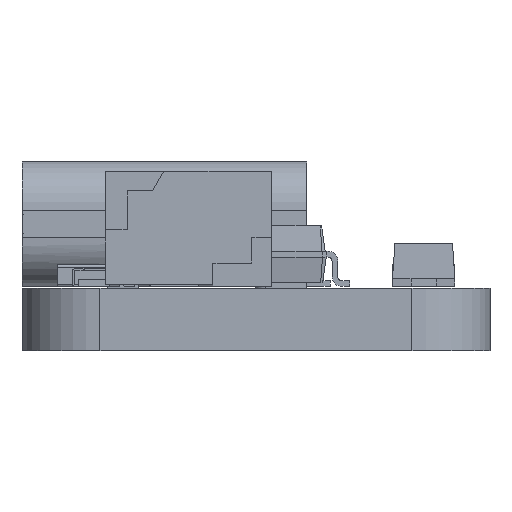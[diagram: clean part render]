
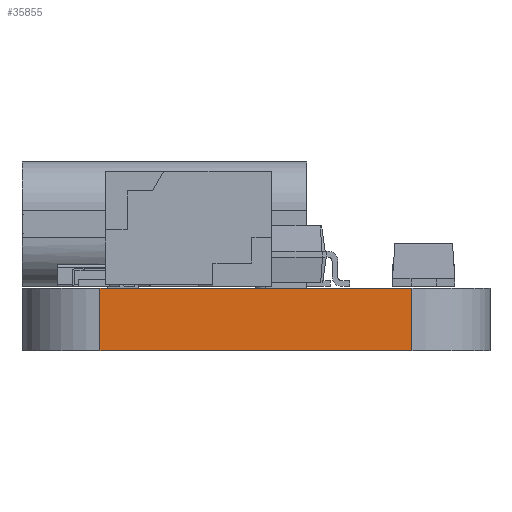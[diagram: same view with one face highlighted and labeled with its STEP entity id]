
A CAD part, left-side view. The second image highlights one B-rep face of the part: STEP entity #35855.
In plain terms, the highlighted planar face has unit normal (-1, 0, 0).
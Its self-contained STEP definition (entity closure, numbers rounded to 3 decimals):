
#35737 = EDGE_CURVE('',#35738,#35740,#35742,.T.);
#35738 = VERTEX_POINT('',#35739);
#35739 = CARTESIAN_POINT('',(-31.6,-10.,0.));
#35740 = VERTEX_POINT('',#35741);
#35741 = CARTESIAN_POINT('',(-31.6,-10.,1.6));
#35742 = SURFACE_CURVE('',#35743,(#35747,#35759),.PCURVE_S1.);
#35743 = LINE('',#35744,#35745);
#35744 = CARTESIAN_POINT('',(-31.6,-10.,0.));
#35745 = VECTOR('',#35746,1.);
#35746 = DIRECTION('',(0.,0.,1.));
#35747 = PCURVE('',#35748,#35753);
#35748 = CYLINDRICAL_SURFACE('',#35749,2.);
#35749 = AXIS2_PLACEMENT_3D('',#35750,#35751,#35752);
#35750 = CARTESIAN_POINT('',(-29.6,-10.,0.));
#35751 = DIRECTION('',(0.,0.,-1.));
#35752 = DIRECTION('',(1.,0.,0.));
#35753 = DEFINITIONAL_REPRESENTATION('',(#35754),#35758);
#35754 = LINE('',#35755,#35756);
#35755 = CARTESIAN_POINT('',(-3.142,0.));
#35756 = VECTOR('',#35757,1.);
#35757 = DIRECTION('',(0.,-1.));
#35758 = ( GEOMETRIC_REPRESENTATION_CONTEXT(2) 
PARAMETRIC_REPRESENTATION_CONTEXT() REPRESENTATION_CONTEXT('2D SPACE',''
  ) );
#35759 = PCURVE('',#35760,#35765);
#35760 = PLANE('',#35761);
#35761 = AXIS2_PLACEMENT_3D('',#35762,#35763,#35764);
#35762 = CARTESIAN_POINT('',(-31.6,-2.,0.));
#35763 = DIRECTION('',(1.,0.,0.));
#35764 = DIRECTION('',(0.,-1.,0.));
#35765 = DEFINITIONAL_REPRESENTATION('',(#35766),#35770);
#35766 = LINE('',#35767,#35768);
#35767 = CARTESIAN_POINT('',(8.,0.));
#35768 = VECTOR('',#35769,1.);
#35769 = DIRECTION('',(0.,-1.));
#35770 = ( GEOMETRIC_REPRESENTATION_CONTEXT(2) 
PARAMETRIC_REPRESENTATION_CONTEXT() REPRESENTATION_CONTEXT('2D SPACE',''
  ) );
#35789 = PLANE('',#35790);
#35790 = AXIS2_PLACEMENT_3D('',#35791,#35792,#35793);
#35791 = CARTESIAN_POINT('',(-9.6,-6.,1.6));
#35792 = DIRECTION('',(0.,0.,1.));
#35793 = DIRECTION('',(1.,0.,0.));
#35844 = PLANE('',#35845);
#35845 = AXIS2_PLACEMENT_3D('',#35846,#35847,#35848);
#35846 = CARTESIAN_POINT('',(-9.6,-6.,0.));
#35847 = DIRECTION('',(0.,0.,1.));
#35848 = DIRECTION('',(1.,0.,0.));
#35855 = ADVANCED_FACE('',(#35856),#35760,.F.);
#35856 = FACE_BOUND('',#35857,.F.);
#35857 = EDGE_LOOP('',(#35858,#35888,#35909,#35910));
#35858 = ORIENTED_EDGE('',*,*,#35859,.T.);
#35859 = EDGE_CURVE('',#35860,#35862,#35864,.T.);
#35860 = VERTEX_POINT('',#35861);
#35861 = CARTESIAN_POINT('',(-31.6,-2.,0.));
#35862 = VERTEX_POINT('',#35863);
#35863 = CARTESIAN_POINT('',(-31.6,-2.,1.6));
#35864 = SURFACE_CURVE('',#35865,(#35869,#35876),.PCURVE_S1.);
#35865 = LINE('',#35866,#35867);
#35866 = CARTESIAN_POINT('',(-31.6,-2.,0.));
#35867 = VECTOR('',#35868,1.);
#35868 = DIRECTION('',(0.,0.,1.));
#35869 = PCURVE('',#35760,#35870);
#35870 = DEFINITIONAL_REPRESENTATION('',(#35871),#35875);
#35871 = LINE('',#35872,#35873);
#35872 = CARTESIAN_POINT('',(0.,0.));
#35873 = VECTOR('',#35874,1.);
#35874 = DIRECTION('',(0.,-1.));
#35875 = ( GEOMETRIC_REPRESENTATION_CONTEXT(2) 
PARAMETRIC_REPRESENTATION_CONTEXT() REPRESENTATION_CONTEXT('2D SPACE',''
  ) );
#35876 = PCURVE('',#35877,#35882);
#35877 = CYLINDRICAL_SURFACE('',#35878,2.);
#35878 = AXIS2_PLACEMENT_3D('',#35879,#35880,#35881);
#35879 = CARTESIAN_POINT('',(-29.6,-2.,0.));
#35880 = DIRECTION('',(0.,0.,-1.));
#35881 = DIRECTION('',(1.,0.,0.));
#35882 = DEFINITIONAL_REPRESENTATION('',(#35883),#35887);
#35883 = LINE('',#35884,#35885);
#35884 = CARTESIAN_POINT('',(-3.142,0.));
#35885 = VECTOR('',#35886,1.);
#35886 = DIRECTION('',(0.,-1.));
#35887 = ( GEOMETRIC_REPRESENTATION_CONTEXT(2) 
PARAMETRIC_REPRESENTATION_CONTEXT() REPRESENTATION_CONTEXT('2D SPACE',''
  ) );
#35888 = ORIENTED_EDGE('',*,*,#35889,.T.);
#35889 = EDGE_CURVE('',#35862,#35740,#35890,.T.);
#35890 = SURFACE_CURVE('',#35891,(#35895,#35902),.PCURVE_S1.);
#35891 = LINE('',#35892,#35893);
#35892 = CARTESIAN_POINT('',(-31.6,-2.,1.6));
#35893 = VECTOR('',#35894,1.);
#35894 = DIRECTION('',(0.,-1.,0.));
#35895 = PCURVE('',#35760,#35896);
#35896 = DEFINITIONAL_REPRESENTATION('',(#35897),#35901);
#35897 = LINE('',#35898,#35899);
#35898 = CARTESIAN_POINT('',(0.,-1.6));
#35899 = VECTOR('',#35900,1.);
#35900 = DIRECTION('',(1.,0.));
#35901 = ( GEOMETRIC_REPRESENTATION_CONTEXT(2) 
PARAMETRIC_REPRESENTATION_CONTEXT() REPRESENTATION_CONTEXT('2D SPACE',''
  ) );
#35902 = PCURVE('',#35789,#35903);
#35903 = DEFINITIONAL_REPRESENTATION('',(#35904),#35908);
#35904 = LINE('',#35905,#35906);
#35905 = CARTESIAN_POINT('',(-22.,4.));
#35906 = VECTOR('',#35907,1.);
#35907 = DIRECTION('',(0.,-1.));
#35908 = ( GEOMETRIC_REPRESENTATION_CONTEXT(2) 
PARAMETRIC_REPRESENTATION_CONTEXT() REPRESENTATION_CONTEXT('2D SPACE',''
  ) );
#35909 = ORIENTED_EDGE('',*,*,#35737,.F.);
#35910 = ORIENTED_EDGE('',*,*,#35911,.F.);
#35911 = EDGE_CURVE('',#35860,#35738,#35912,.T.);
#35912 = SURFACE_CURVE('',#35913,(#35917,#35924),.PCURVE_S1.);
#35913 = LINE('',#35914,#35915);
#35914 = CARTESIAN_POINT('',(-31.6,-2.,0.));
#35915 = VECTOR('',#35916,1.);
#35916 = DIRECTION('',(0.,-1.,0.));
#35917 = PCURVE('',#35760,#35918);
#35918 = DEFINITIONAL_REPRESENTATION('',(#35919),#35923);
#35919 = LINE('',#35920,#35921);
#35920 = CARTESIAN_POINT('',(0.,0.));
#35921 = VECTOR('',#35922,1.);
#35922 = DIRECTION('',(1.,0.));
#35923 = ( GEOMETRIC_REPRESENTATION_CONTEXT(2) 
PARAMETRIC_REPRESENTATION_CONTEXT() REPRESENTATION_CONTEXT('2D SPACE',''
  ) );
#35924 = PCURVE('',#35844,#35925);
#35925 = DEFINITIONAL_REPRESENTATION('',(#35926),#35930);
#35926 = LINE('',#35927,#35928);
#35927 = CARTESIAN_POINT('',(-22.,4.));
#35928 = VECTOR('',#35929,1.);
#35929 = DIRECTION('',(0.,-1.));
#35930 = ( GEOMETRIC_REPRESENTATION_CONTEXT(2) 
PARAMETRIC_REPRESENTATION_CONTEXT() REPRESENTATION_CONTEXT('2D SPACE',''
  ) );
